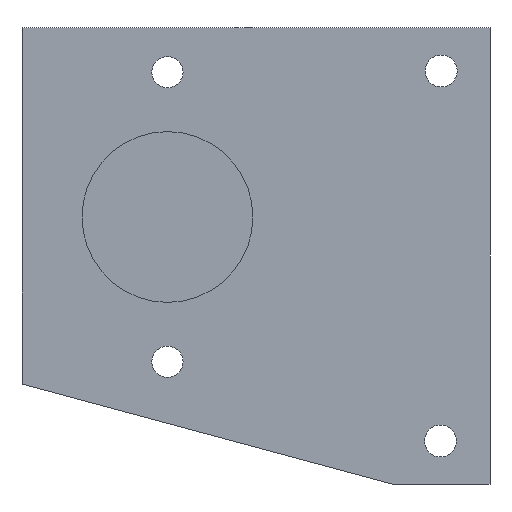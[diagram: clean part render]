
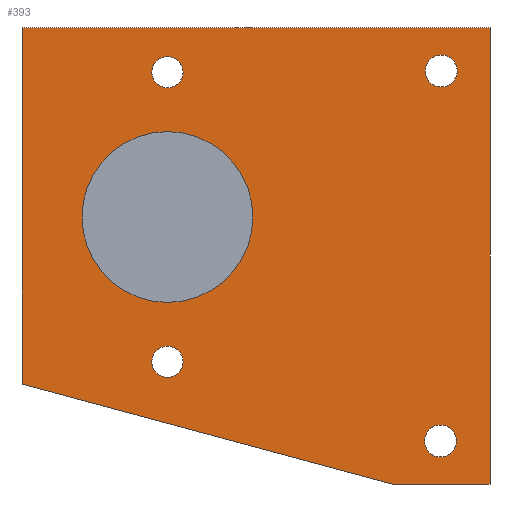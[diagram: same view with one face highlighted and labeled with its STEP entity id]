
A CAD part, left-side view. The second image highlights one B-rep face of the part: STEP entity #393.
In plain terms, the highlighted planar face has unit normal (-1, 0, 0).
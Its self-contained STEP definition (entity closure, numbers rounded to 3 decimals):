
#28=LINE('',#590,#62);
#31=LINE('',#605,#65);
#34=LINE('',#611,#68);
#37=LINE('',#617,#71);
#42=LINE('',#634,#76);
#62=VECTOR('',#483,10.);
#65=VECTOR('',#500,10.);
#68=VECTOR('',#505,10.);
#71=VECTOR('',#510,10.);
#76=VECTOR('',#529,10.);
#105=FACE_BOUND('',#161,.T.);
#106=FACE_BOUND('',#162,.T.);
#107=FACE_BOUND('',#163,.T.);
#108=FACE_BOUND('',#164,.T.);
#109=FACE_BOUND('',#165,.T.);
#131=FACE_OUTER_BOUND('',#160,.T.);
#160=EDGE_LOOP('',(#347,#348,#349,#350,#351));
#161=EDGE_LOOP('',(#352));
#162=EDGE_LOOP('',(#353));
#163=EDGE_LOOP('',(#354));
#164=EDGE_LOOP('',(#355));
#165=EDGE_LOOP('',(#356));
#170=CIRCLE('',#426,11.5);
#171=CIRCLE('',#429,2.15);
#173=CIRCLE('',#432,2.15);
#176=CIRCLE('',#439,2.1);
#178=CIRCLE('',#442,2.1);
#185=VERTEX_POINT('',#579);
#186=VERTEX_POINT('',#583);
#189=VERTEX_POINT('',#588);
#190=VERTEX_POINT('',#592);
#192=VERTEX_POINT('',#598);
#194=VERTEX_POINT('',#604);
#196=VERTEX_POINT('',#610);
#198=VERTEX_POINT('',#616);
#201=VERTEX_POINT('',#624);
#203=VERTEX_POINT('',#630);
#219=EDGE_CURVE('',#185,#185,#170,.T.);
#223=EDGE_CURVE('',#189,#186,#28,.T.);
#224=EDGE_CURVE('',#190,#190,#171,.T.);
#227=EDGE_CURVE('',#192,#192,#173,.T.);
#230=EDGE_CURVE('',#189,#194,#31,.T.);
#233=EDGE_CURVE('',#196,#186,#34,.T.);
#236=EDGE_CURVE('',#198,#196,#37,.T.);
#241=EDGE_CURVE('',#201,#201,#176,.T.);
#244=EDGE_CURVE('',#203,#203,#178,.T.);
#245=EDGE_CURVE('',#194,#198,#42,.T.);
#347=ORIENTED_EDGE('',*,*,#245,.T.);
#348=ORIENTED_EDGE('',*,*,#236,.T.);
#349=ORIENTED_EDGE('',*,*,#233,.T.);
#350=ORIENTED_EDGE('',*,*,#223,.F.);
#351=ORIENTED_EDGE('',*,*,#230,.T.);
#352=ORIENTED_EDGE('',*,*,#219,.T.);
#353=ORIENTED_EDGE('',*,*,#224,.T.);
#354=ORIENTED_EDGE('',*,*,#227,.T.);
#355=ORIENTED_EDGE('',*,*,#241,.T.);
#356=ORIENTED_EDGE('',*,*,#244,.T.);
#371=PLANE('',#452);
#393=ADVANCED_FACE('',(#131,#105,#106,#107,#108,#109),#371,.F.);
#426=AXIS2_PLACEMENT_3D('',#581,#476,#477);
#429=AXIS2_PLACEMENT_3D('',#593,#486,#487);
#432=AXIS2_PLACEMENT_3D('',#599,#493,#494);
#439=AXIS2_PLACEMENT_3D('',#626,#518,#519);
#442=AXIS2_PLACEMENT_3D('',#632,#525,#526);
#452=AXIS2_PLACEMENT_3D('',#666,#560,#561);
#476=DIRECTION('center_axis',(1.,0.,0.));
#477=DIRECTION('ref_axis',(0.,0.,1.));
#483=DIRECTION('',(0.,0.,-1.));
#486=DIRECTION('center_axis',(1.,0.,0.));
#487=DIRECTION('ref_axis',(0.,0.,1.));
#493=DIRECTION('center_axis',(1.,0.,0.));
#494=DIRECTION('ref_axis',(0.,0.,1.));
#500=DIRECTION('',(0.,1.,0.));
#505=DIRECTION('',(0.,-1.,0.));
#510=DIRECTION('',(0.,-0.965,-0.261));
#518=DIRECTION('center_axis',(1.,0.,0.));
#519=DIRECTION('ref_axis',(0.,0.,-1.));
#525=DIRECTION('center_axis',(1.,0.,0.));
#526=DIRECTION('ref_axis',(0.,0.,-1.));
#529=DIRECTION('',(0.,0.,-1.));
#560=DIRECTION('center_axis',(1.,0.,0.));
#561=DIRECTION('ref_axis',(0.,0.,-1.));
#579=CARTESIAN_POINT('',(0.,0.,-14.));
#581=CARTESIAN_POINT('Origin',(0.,0.,-2.5));
#583=CARTESIAN_POINT('',(0.,-43.416,-38.5));
#588=CARTESIAN_POINT('',(0.,-43.416,23.));
#590=CARTESIAN_POINT('',(0.,-43.416,23.));
#592=CARTESIAN_POINT('',(0.,-36.841,15.));
#593=CARTESIAN_POINT('Origin',(0.,-36.841,17.15));
#598=CARTESIAN_POINT('',(0.,-36.747,-34.8));
#599=CARTESIAN_POINT('Origin',(0.,-36.747,-32.65));
#604=CARTESIAN_POINT('',(0.,19.577,23.));
#605=CARTESIAN_POINT('',(0.,-25.418,23.));
#610=CARTESIAN_POINT('',(0.,-30.416,-38.5));
#611=CARTESIAN_POINT('',(0.,-40.416,-38.5));
#616=CARTESIAN_POINT('',(0.,19.577,-25.));
#617=CARTESIAN_POINT('',(0.,4.748,-29.004));
#624=CARTESIAN_POINT('',(0.,0.,19.1));
#626=CARTESIAN_POINT('Origin',(0.,0.,17.));
#630=CARTESIAN_POINT('',(0.,0.,-19.9));
#632=CARTESIAN_POINT('Origin',(0.,0.,-22.));
#634=CARTESIAN_POINT('',(0.,19.577,8.75));
#666=CARTESIAN_POINT('Origin',(0.,-8.636,-2.5));
